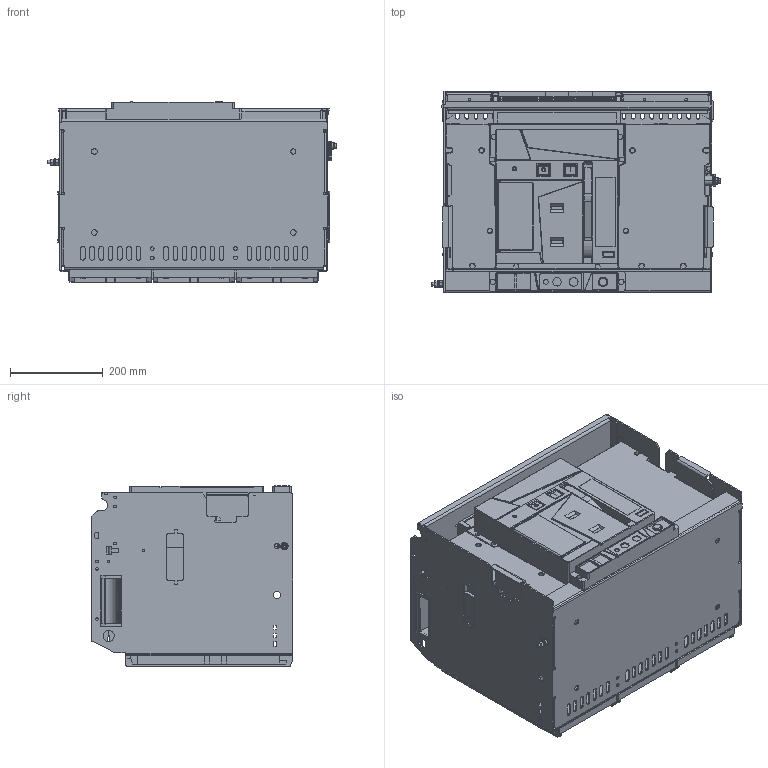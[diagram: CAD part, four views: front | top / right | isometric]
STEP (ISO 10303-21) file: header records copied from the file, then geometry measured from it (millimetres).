
FILE_DESCRIPTION (( 'STEP AP203' ), '1' );
FILE_NAME ('AR-ACB-3V(G)-Vert. ACB ARMAT IEK.stp', '2023-11-30T08:38:45', ( '' ), ( '' ), 'SwSTEP 2.0', 'SolidWorks 2022', '' );
FILE_SCHEMA (( 'CONFIG_CONTROL_DESIGN' ));
Products named in the file (2): AR-ACB-3V(G)-Vert. ACB ARMAT IEK; AR-ACB-3V(G)-Vert. ACB ARMAT IEK.stp
Assembly tree (1 placements, depth 2):
  AR-ACB-3V(G)-Vert. ACB ARMAT IEK
    AR-ACB-3V(G)-Vert. ACB ARMAT IEK.stp
Bounding box: 626.9 x 435.3 x 390.9 mm (x, y, z)
Volume: 54707143.1 mm3; surface area: 3300679.1 mm2
Topology: 10 solids, 22 shells, 4747 faces, 12365 edges, 8003 vertices
Faces by surface type: plane 2847, cylinder 1529, cone 257, torus 69, sphere 34, bspline 11
Entity records: 146502 total; most frequent: CARTESIAN_POINT 27419, DIRECTION 24727, ORIENTED_EDGE 24650, EDGE_CURVE 12325, VECTOR 8627, LINE 8627, AXIS2_PLACEMENT_3D 8050, VERTEX_POINT 7998
